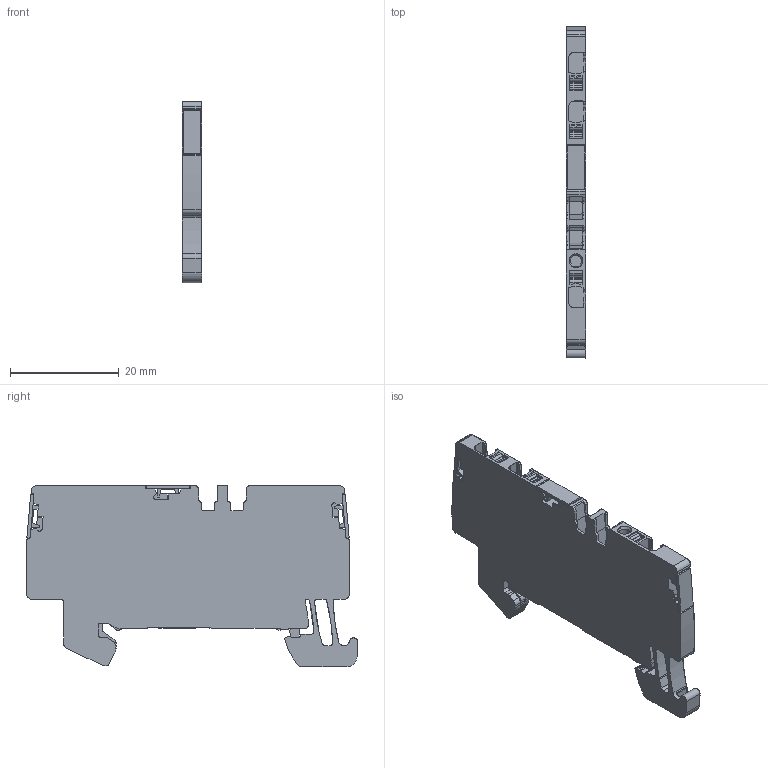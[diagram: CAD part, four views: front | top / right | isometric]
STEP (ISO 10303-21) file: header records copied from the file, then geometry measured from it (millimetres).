
FILE_DESCRIPTION(('CATIA V5 STEP Exchange','CAx-IF Rec.Pracs.--- Model Styling and Organization---1.4--- 2014-01-23'),'2;1');
FILE_NAME ('1135637-2_1', '2019-09-25T05:04:58+00:00', ('none'), ('Weidmueller'), 'CATIA Version 5-6 Release 2016 SP3 HF44', 'CATIA V5 STEP AP214', 'none');
FILE_SCHEMA(('AUTOMOTIVE_DESIGN { 1 0 10303 214 1 1 1 1 }'));
Length unit declared in the file: millimetre
Products named in the file (1): 2674650000_A3C_1-5_PE_DL
Bounding box: 3.5 x 61.08 x 33.4 mm (x, y, z)
Volume: 5015.6 mm3; surface area: 7917.5 mm2
Topology: 14 solids, 14 shells, 1003 faces, 2898 edges, 1932 vertices
Faces by surface type: plane 506, cylinder 436, extrusion 37, torus 20, cone 4
Entity records: 34661 total; most frequent: CARTESIAN_POINT 8163, ORIENTED_EDGE 5796, DIRECTION 4398, EDGE_CURVE 2898, VECTOR 1948, VERTEX_POINT 1932, LINE 1911, AXIS2_PLACEMENT_3D 1592
